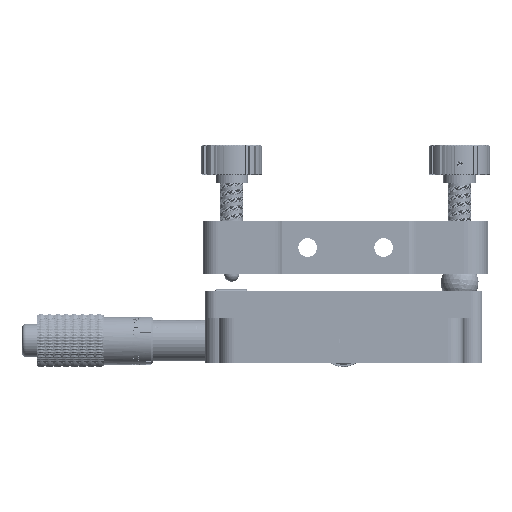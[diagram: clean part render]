
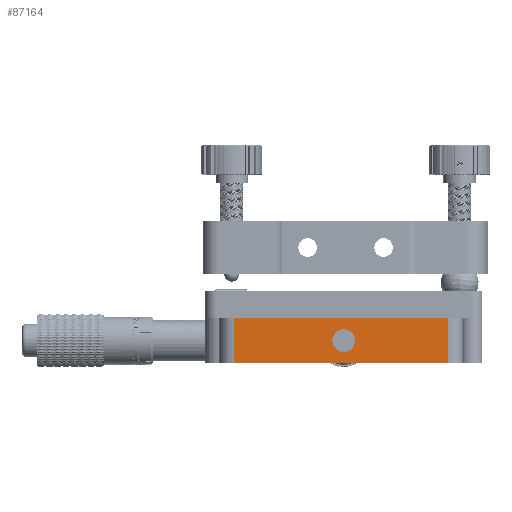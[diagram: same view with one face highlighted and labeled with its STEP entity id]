
A CAD part, left-side view. The second image highlights one B-rep face of the part: STEP entity #87164.
In plain terms, the highlighted face is planar.
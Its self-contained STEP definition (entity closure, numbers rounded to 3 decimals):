
#1794=FACE_BOUND('',#32186,.T.);
#2026=PLANE('',#92177);
#5663=LINE('',#120141,#16447);
#5743=LINE('',#120871,#16527);
#5744=LINE('',#120874,#16528);
#5745=LINE('',#120875,#16529);
#16447=VECTOR('',#98312,10.);
#16527=VECTOR('',#98708,10.);
#16528=VECTOR('',#98711,10.);
#16529=VECTOR('',#98712,10.);
#27750=FACE_OUTER_BOUND('',#32185,.T.);
#32185=EDGE_LOOP('',(#61782,#61783,#61784,#61785));
#32186=EDGE_LOOP('',(#61786,#61787));
#36723=CIRCLE('',#92116,3.);
#36724=CIRCLE('',#92117,3.);
#39048=VERTEX_POINT('',#120138);
#39049=VERTEX_POINT('',#120140);
#39139=VERTEX_POINT('',#120591);
#39140=VERTEX_POINT('',#120592);
#39194=VERTEX_POINT('',#120869);
#39195=VERTEX_POINT('',#120873);
#47536=EDGE_CURVE('',#39049,#39048,#5663,.T.);
#47651=EDGE_CURVE('',#39139,#39140,#36723,.T.);
#47652=EDGE_CURVE('',#39140,#39139,#36724,.T.);
#47741=EDGE_CURVE('',#39048,#39194,#5743,.T.);
#47742=EDGE_CURVE('',#39194,#39195,#5744,.T.);
#47743=EDGE_CURVE('',#39049,#39195,#5745,.T.);
#61782=ORIENTED_EDGE('',*,*,#47742,.T.);
#61783=ORIENTED_EDGE('',*,*,#47743,.F.);
#61784=ORIENTED_EDGE('',*,*,#47536,.T.);
#61785=ORIENTED_EDGE('',*,*,#47741,.T.);
#61786=ORIENTED_EDGE('',*,*,#47651,.T.);
#61787=ORIENTED_EDGE('',*,*,#47652,.T.);
#87164=ADVANCED_FACE('',(#27750,#1794),#2026,.T.);
#92116=AXIS2_PLACEMENT_3D('',#120593,#98538,#98539);
#92117=AXIS2_PLACEMENT_3D('',#120594,#98540,#98541);
#92177=AXIS2_PLACEMENT_3D('',#120872,#98709,#98710);
#98312=DIRECTION('',(0.,1.,0.));
#98538=DIRECTION('center_axis',(-1.,0.,0.));
#98539=DIRECTION('ref_axis',(0.,1.,0.));
#98540=DIRECTION('center_axis',(-1.,0.,0.));
#98541=DIRECTION('ref_axis',(0.,1.,0.));
#98708=DIRECTION('',(0.,0.,1.));
#98709=DIRECTION('center_axis',(1.,0.,0.));
#98710=DIRECTION('ref_axis',(0.,0.,-1.));
#98711=DIRECTION('',(0.,-1.,0.));
#98712=DIRECTION('',(0.,0.,1.));
#120138=CARTESIAN_POINT('',(21.277,24.139,0.));
#120140=CARTESIAN_POINT('',(21.277,-32.119,0.));
#120141=CARTESIAN_POINT('',(21.277,-32.119,0.));
#120591=CARTESIAN_POINT('',(21.277,-1.624,6.));
#120592=CARTESIAN_POINT('',(21.277,-7.624,6.));
#120593=CARTESIAN_POINT('Origin',(21.277,-4.624,6.));
#120594=CARTESIAN_POINT('Origin',(21.277,-4.624,6.));
#120869=CARTESIAN_POINT('',(21.277,24.139,12.));
#120871=CARTESIAN_POINT('',(21.277,24.139,0.));
#120872=CARTESIAN_POINT('Origin',(21.277,24.139,0.));
#120873=CARTESIAN_POINT('',(21.277,-32.119,12.));
#120874=CARTESIAN_POINT('',(21.277,-32.119,12.));
#120875=CARTESIAN_POINT('',(21.277,-32.119,0.));
